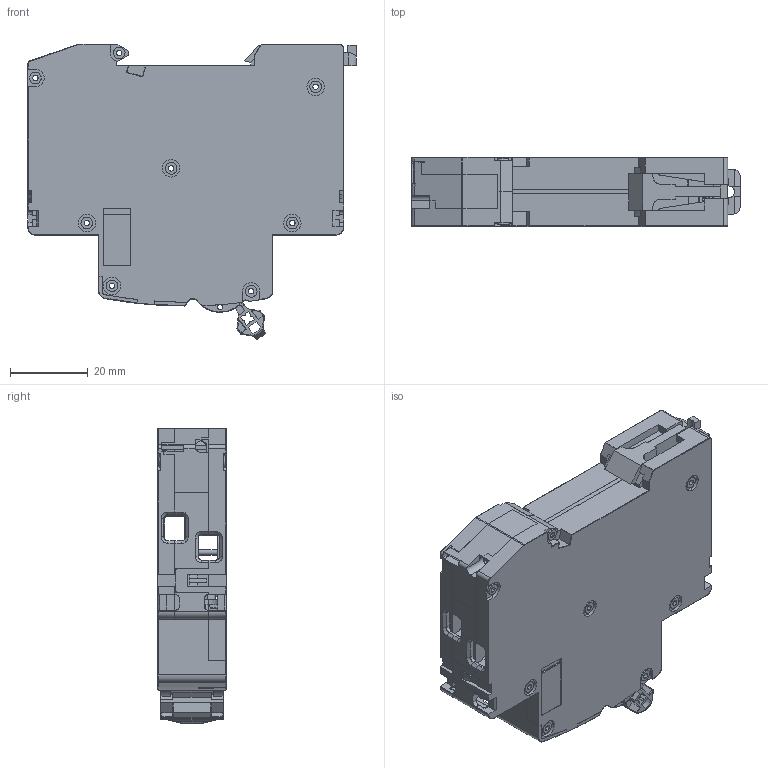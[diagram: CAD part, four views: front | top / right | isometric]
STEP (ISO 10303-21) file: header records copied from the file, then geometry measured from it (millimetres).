
FILE_DESCRIPTION (( 'STEP AP203' ), '1' );
FILE_NAME ('RCBO.STEP', '2022-03-25T10:33:40', ( '' ), ( '' ), 'SwSTEP 2.0', 'SolidWorks 2017', '' );
FILE_SCHEMA (( 'CONFIG_CONTROL_DESIGN' ));
Length unit declared in the file: millimetre
Products named in the file (1): RCBO
Bounding box: 84.75 x 17.7 x 76.2 mm (x, y, z)
Surface area: 25295.7 mm2 (no closed solid volume)
Topology: 0 solids, 38 shells, 1018 faces, 4345 edges, 3271 vertices
Faces by surface type: plane 590, cylinder 314, bspline 94, cone 20
Entity records: 50993 total; most frequent: CARTESIAN_POINT 18440, ORIENTED_EDGE 6492, DIRECTION 5778, EDGE_CURVE 4336, VERTEX_POINT 3271, LINE 2708, VECTOR 2708, AXIS2_PLACEMENT_3D 1535
